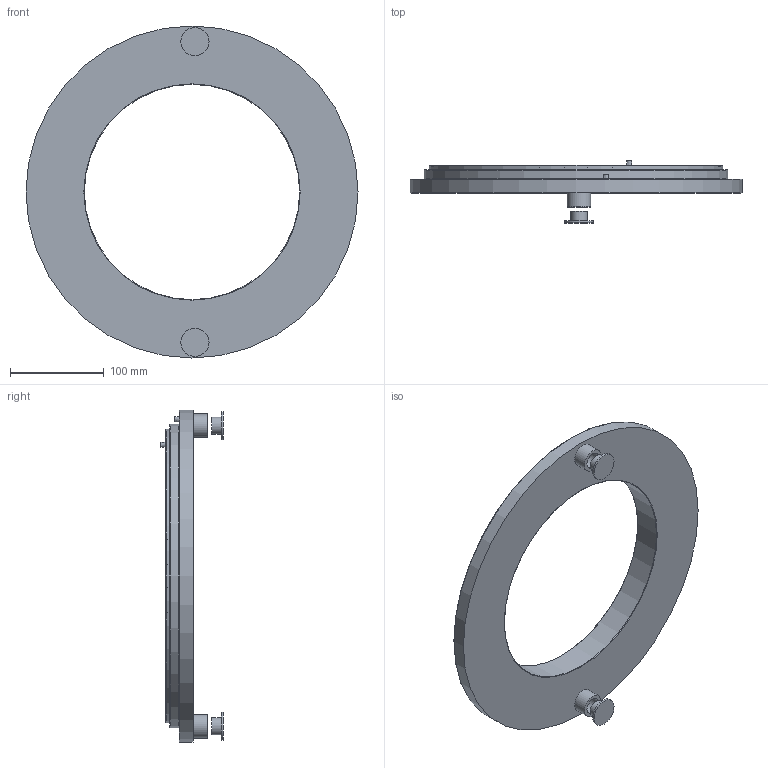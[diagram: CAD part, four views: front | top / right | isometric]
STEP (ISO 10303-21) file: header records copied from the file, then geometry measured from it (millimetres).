
FILE_DESCRIPTION(/* description */ (''),/* implementation_level */ '2;1');
FILE_NAME(/* name */ 'Cooling Manifold.step',/* time_stamp */ '2022-03-24T17:39:23-04:00',/* author */ (''),/* organization */ (''),/* preprocessor_version */ 'ST-DEVELOPER v18.1',/* originating_system */ 'Autodesk Translation Framework v10.10.0.1391',/* authorisation */ '');
FILE_SCHEMA (('AUTOMOTIVE_DESIGN { 1 0 10303 214 3 1 1 }'));
Length unit declared in the file: millimetre
Products named in the file (1): Cooling Manifold
Bounding box: 353.37 x 66.15 x 353.37 mm (x, y, z)
Volume: 949894.8 mm3; surface area: 276658.2 mm2
Topology: 5 solids, 5 shells, 114 faces, 300 edges, 199 vertices
Faces by surface type: cylinder 80, plane 23, torus 7, bspline 4
Full cylindrical faces by diameter (mm): 6 x64, 17.519 x2, 17.791 x2, 25 x2, 30 x2, 229.247 x1, 293.247 x1, 308.452 x1, 312.452 x1, 319.166 x1, 323.166 x1, 349.374 x1, 353.374 x1
Entity records: 4115 total; most frequent: CARTESIAN_POINT 798, DIRECTION 724, ORIENTED_EDGE 600, AXIS2_PLACEMENT_3D 317, EDGE_CURVE 300, EDGE_LOOP 255, CIRCLE 206, VERTEX_POINT 199
